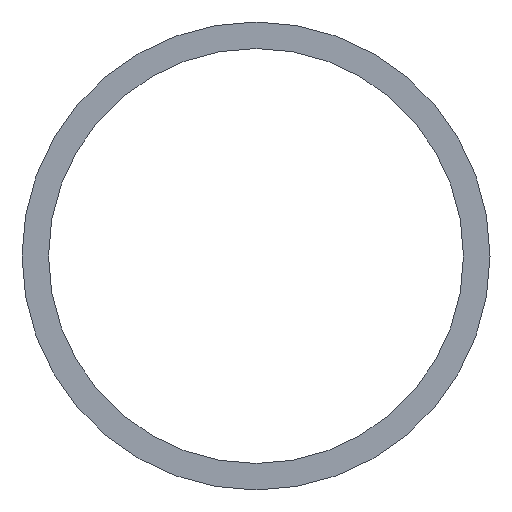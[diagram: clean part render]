
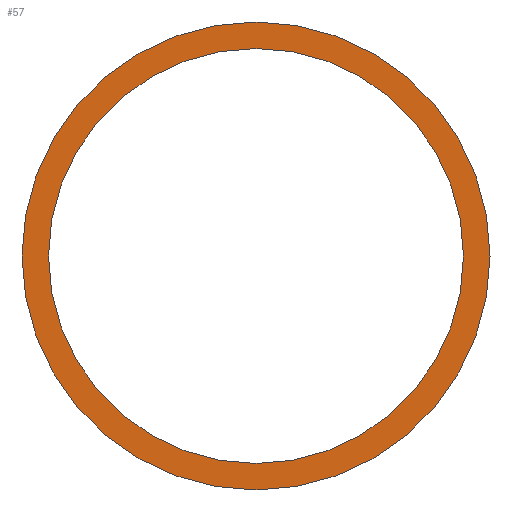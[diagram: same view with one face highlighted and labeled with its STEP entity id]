
A CAD part, left-side view. The second image highlights one B-rep face of the part: STEP entity #57.
In plain terms, the highlighted planar face has unit normal (-1, 0, 0).
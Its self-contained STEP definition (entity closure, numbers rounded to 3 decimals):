
#53 = EDGE_CURVE( '', #79, #97, #123, .T. );
#57 = ADVANCED_FACE( '', ( #127, #128 ), #129, .F. );
#61 = EDGE_CURVE( '', #97, #79, #134, .T. );
#69 = VERTEX_POINT( '', #144 );
#77 = VERTEX_POINT( '', #152 );
#79 = VERTEX_POINT( '', #154 );
#81 = EDGE_CURVE( '', #69, #77, #156, .T. );
#89 = EDGE_CURVE( '', #77, #69, #167, .T. );
#97 = VERTEX_POINT( '', #175 );
#123 = CIRCLE( '', #192, 279.3 );
#127 = FACE_OUTER_BOUND( '', #196, .T. );
#128 = FACE_BOUND( '', #197, .T. );
#129 = PLANE( '', #198 );
#134 = CIRCLE( '', #204, 279.3 );
#144 = CARTESIAN_POINT( '', ( 0., 0., -315. ) );
#152 = CARTESIAN_POINT( '', ( 0., 0., 315. ) );
#154 = CARTESIAN_POINT( '', ( 0., 0., -279.3 ) );
#156 = CIRCLE( '', #231, 315. );
#167 = CIRCLE( '', #243, 315. );
#175 = CARTESIAN_POINT( '', ( 0., 0., 279.3 ) );
#192 = AXIS2_PLACEMENT_3D( '', #266, #267, #268 );
#196 = EDGE_LOOP( '', ( #270, #271 ) );
#197 = EDGE_LOOP( '', ( #272, #273 ) );
#198 = AXIS2_PLACEMENT_3D( '', #274, #275, #276 );
#204 = AXIS2_PLACEMENT_3D( '', #285, #286, #287 );
#231 = AXIS2_PLACEMENT_3D( '', #311, #312, #313 );
#243 = AXIS2_PLACEMENT_3D( '', #330, #331, #332 );
#266 = CARTESIAN_POINT( '', ( 0., 0., 0. ) );
#267 = DIRECTION( '', ( 1., 0., 0. ) );
#268 = DIRECTION( '', ( 0., 0., -1. ) );
#270 = ORIENTED_EDGE( '', *, *, #81, .F. );
#271 = ORIENTED_EDGE( '', *, *, #89, .F. );
#272 = ORIENTED_EDGE( '', *, *, #53, .T. );
#273 = ORIENTED_EDGE( '', *, *, #61, .T. );
#274 = CARTESIAN_POINT( '', ( 0., 0., 0. ) );
#275 = DIRECTION( '', ( 1., 0., 0. ) );
#276 = DIRECTION( '', ( 0., 0., -1. ) );
#285 = CARTESIAN_POINT( '', ( 0., 0., 0. ) );
#286 = DIRECTION( '', ( 1., 0., 0. ) );
#287 = DIRECTION( '', ( 0., 0., -1. ) );
#311 = CARTESIAN_POINT( '', ( 0., 0., 0. ) );
#312 = DIRECTION( '', ( 1., 0., 0. ) );
#313 = DIRECTION( '', ( 0., 0., -1. ) );
#330 = CARTESIAN_POINT( '', ( 0., 0., 0. ) );
#331 = DIRECTION( '', ( 1., 0., 0. ) );
#332 = DIRECTION( '', ( 0., 0., -1. ) );
